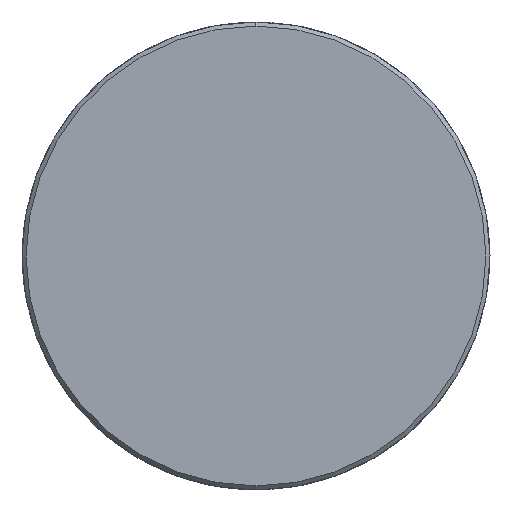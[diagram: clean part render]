
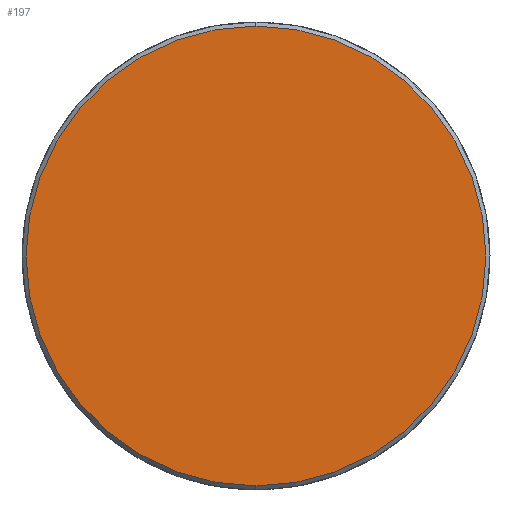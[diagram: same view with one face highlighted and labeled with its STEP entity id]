
A CAD part, left-side view. The second image highlights one B-rep face of the part: STEP entity #197.
In plain terms, the highlighted planar face has unit normal (-1, 0, 0).
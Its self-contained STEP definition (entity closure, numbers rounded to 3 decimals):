
#139 = AXIS2_PLACEMENT_3D ( 'NONE', #2781, #1998, #1288 ) ;
#197 = ADVANCED_FACE ( 'NONE', ( #872 ), #824, .F. ) ;
#318 = ORIENTED_EDGE ( 'NONE', *, *, #1446, .T. ) ;
#405 = CIRCLE ( 'NONE', #139, 140.5 ) ;
#471 = VERTEX_POINT ( 'NONE', #2665 ) ;
#824 = PLANE ( 'NONE',  #1275 ) ;
#856 = CARTESIAN_POINT ( 'NONE',  ( -279.1, -142.186, 142.186 ) ) ;
#872 = FACE_OUTER_BOUND ( 'NONE', #1368, .T. ) ;
#901 = DIRECTION ( 'NONE',  ( 1., 0., 0. ) ) ;
#914 = DIRECTION ( 'NONE',  ( 0., 0., -1. ) ) ;
#992 = AXIS2_PLACEMENT_3D ( 'NONE', #2904, #1163, #914 ) ;
#1007 = VERTEX_POINT ( 'NONE', #1578 ) ;
#1163 = DIRECTION ( 'NONE',  ( -1., 0., 0. ) ) ;
#1275 = AXIS2_PLACEMENT_3D ( 'NONE', #856, #901, #1894 ) ;
#1288 = DIRECTION ( 'NONE',  ( 0., 0., -1. ) ) ;
#1368 = EDGE_LOOP ( 'NONE', ( #318, #2280 ) ) ;
#1446 = EDGE_CURVE ( 'NONE', #471, #1007, #405, .T. ) ;
#1578 = CARTESIAN_POINT ( 'NONE',  ( -279.1, 0., 140.5 ) ) ;
#1728 = EDGE_CURVE ( 'NONE', #1007, #471, #2778, .T. ) ;
#1894 = DIRECTION ( 'NONE',  ( 0., 0., -1. ) ) ;
#1998 = DIRECTION ( 'NONE',  ( -1., 0., 0. ) ) ;
#2280 = ORIENTED_EDGE ( 'NONE', *, *, #1728, .T. ) ;
#2665 = CARTESIAN_POINT ( 'NONE',  ( -279.1, 0., -140.5 ) ) ;
#2778 = CIRCLE ( 'NONE', #992, 140.5 ) ;
#2781 = CARTESIAN_POINT ( 'NONE',  ( -279.1, 0., 0. ) ) ;
#2904 = CARTESIAN_POINT ( 'NONE',  ( -279.1, 0., 0. ) ) ;
